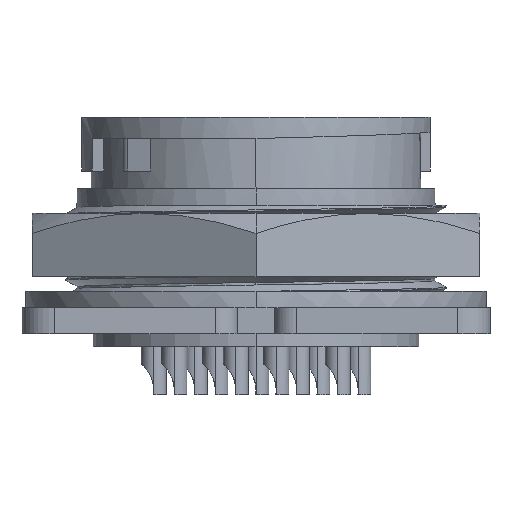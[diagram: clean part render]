
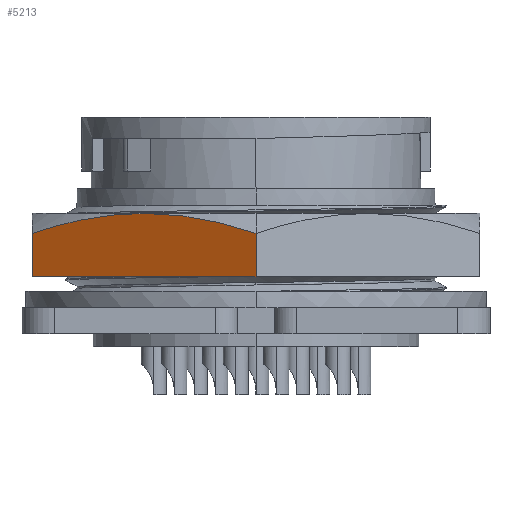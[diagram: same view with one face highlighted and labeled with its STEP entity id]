
A CAD part, left-side view. The second image highlights one B-rep face of the part: STEP entity #5213.
In plain terms, the highlighted planar face has unit normal (-0.866, 0.5, 0).
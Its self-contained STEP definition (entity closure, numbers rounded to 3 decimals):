
#73 = PLANE ( 'NONE',  #21258 ) ;
#387 = CARTESIAN_POINT ( 'NONE',  ( -20.164, 0., 4.445 ) ) ;
#464 = CARTESIAN_POINT ( 'NONE',  ( -20.164, 0., 4.445 ) ) ;
#864 = LINE ( 'NONE', #12405, #15669 ) ;
#1116 = VECTOR ( 'NONE', #19349, 1000. ) ;
#1450 = EDGE_CURVE ( 'NONE', #12032, #16205, #3742, .T. ) ;
#1742 = CARTESIAN_POINT ( 'NONE',  ( -10.082, 17.463, 9.398 ) ) ;
#2191 = DIRECTION ( 'NONE',  ( 0.5, 0.866, 0. ) ) ;
#2683 = CARTESIAN_POINT ( 'NONE',  ( -10.082, 17.463, 7.838 ) ) ;
#2688 = CARTESIAN_POINT ( 'NONE',  ( -10.082, 17.463, 7.838 ) ) ;
#2985 = CARTESIAN_POINT ( 'NONE',  ( -15.123, 8.731, 9.398 ) ) ;
#3007 = CARTESIAN_POINT ( 'NONE',  ( -10.082, 17.463, 4.445 ) ) ;
#3742 = LINE ( 'NONE', #387, #1116 ) ;
#3812 = ORIENTED_EDGE ( 'NONE', *, *, #1450, .F. ) ;
#4794 = CARTESIAN_POINT ( 'NONE',  ( -11.735, 14.599, 8.706 ) ) ;
#5091 = CARTESIAN_POINT ( 'NONE',  ( -18.511, 2.864, 8.706 ) ) ;
#5213 = ADVANCED_FACE ( 'NONE', ( #9938 ), #73, .F. ) ;
#6019 = VERTEX_POINT ( 'NONE', #14140 ) ;
#6901 = CARTESIAN_POINT ( 'NONE',  ( -14.263, 10.221, 9.398 ) ) ;
#7197 = CARTESIAN_POINT ( 'NONE',  ( -20.164, 0., 7.838 ) ) ;
#7532 = ORIENTED_EDGE ( 'NONE', *, *, #16401, .F. ) ;
#7757 = B_SPLINE_CURVE_WITH_KNOTS ( 'NONE', 3,
 ( #2688, #17402, #4794, #19525, #6901, #21633 ),
 .UNSPECIFIED., .F., .F.,
 ( 4, 2, 4 ),
 ( 0., 0.005, 0.01 ),
 .UNSPECIFIED. ) ;
#9923 = ORIENTED_EDGE ( 'NONE', *, *, #24385, .T. ) ;
#9938 = FACE_OUTER_BOUND ( 'NONE', #23351, .T. ) ;
#10471 = VECTOR ( 'NONE', #14328, 1000. ) ;
#12032 = VERTEX_POINT ( 'NONE', #464 ) ;
#12059 = VERTEX_POINT ( 'NONE', #2683 ) ;
#12405 = CARTESIAN_POINT ( 'NONE',  ( -20.164, 0., 9.398 ) ) ;
#14140 = CARTESIAN_POINT ( 'NONE',  ( -20.164, 0., 7.838 ) ) ;
#14328 = DIRECTION ( 'NONE',  ( 0., 0., -1. ) ) ;
#14516 = DIRECTION ( 'NONE',  ( 0., 0., 1. ) ) ;
#14792 = DIRECTION ( 'NONE',  ( 0.866, -0.5, 0. ) ) ;
#15569 = CARTESIAN_POINT ( 'NONE',  ( -15.983, 7.241, 9.398 ) ) ;
#15669 = VECTOR ( 'NONE', #14516, 1000. ) ;
#16205 = VERTEX_POINT ( 'NONE', #3007 ) ;
#16318 = CARTESIAN_POINT ( 'NONE',  ( -15.123, 8.731, 9.398 ) ) ;
#16401 = EDGE_CURVE ( 'NONE', #24963, #6019, #22305, .T. ) ;
#17402 = CARTESIAN_POINT ( 'NONE',  ( -10.905, 16.036, 8.314 ) ) ;
#17692 = CARTESIAN_POINT ( 'NONE',  ( -16.832, 5.771, 9.249 ) ) ;
#18942 = CARTESIAN_POINT ( 'NONE',  ( -10.082, 17.463, 9.398 ) ) ;
#19349 = DIRECTION ( 'NONE',  ( 0.5, 0.866, 0. ) ) ;
#19525 = CARTESIAN_POINT ( 'NONE',  ( -13.414, 11.691, 9.249 ) ) ;
#19825 = CARTESIAN_POINT ( 'NONE',  ( -19.34, 1.426, 8.314 ) ) ;
#20209 = EDGE_CURVE ( 'NONE', #12059, #24963, #7757, .T. ) ;
#20691 = ORIENTED_EDGE ( 'NONE', *, *, #20209, .F. ) ;
#21038 = LINE ( 'NONE', #1742, #10471 ) ;
#21258 = AXIS2_PLACEMENT_3D ( 'NONE', #18942, #14792, #2191 ) ;
#21419 = EDGE_CURVE ( 'NONE', #12059, #16205, #21038, .T. ) ;
#21633 = CARTESIAN_POINT ( 'NONE',  ( -15.123, 8.731, 9.398 ) ) ;
#22305 = B_SPLINE_CURVE_WITH_KNOTS ( 'NONE', 3,
 ( #2985, #15569, #17692, #5091, #19825, #7197 ),
 .UNSPECIFIED., .F., .F.,
 ( 4, 2, 4 ),
 ( 0., 0.005, 0.01 ),
 .UNSPECIFIED. ) ;
#23351 = EDGE_LOOP ( 'NONE', ( #3812, #9923, #7532, #20691, #25941 ) ) ;
#24385 = EDGE_CURVE ( 'NONE', #12032, #6019, #864, .T. ) ;
#24963 = VERTEX_POINT ( 'NONE', #16318 ) ;
#25941 = ORIENTED_EDGE ( 'NONE', *, *, #21419, .T. ) ;
